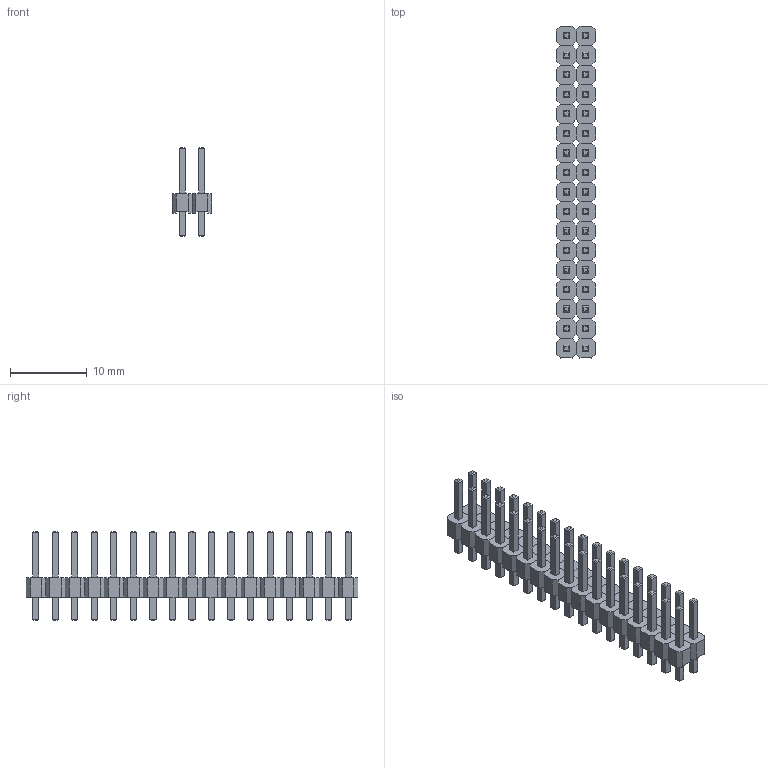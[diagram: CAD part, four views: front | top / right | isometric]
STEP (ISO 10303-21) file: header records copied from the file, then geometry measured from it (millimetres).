
FILE_DESCRIPTION(('FreeCAD Model'),'2;1');
FILE_NAME('2x17.stp', '2015-04-12T19:02:04',('FreeCAD'),('FreeCAD'), 'Open CASCADE STEP processor 6.7','FreeCAD','Unknown');
FILE_SCHEMA(('AUTOMOTIVE_DESIGN_CC2 { 1 2 10303 214 -1 1 5 4 }'));
Length unit declared in the file: millimetre
Products named in the file (2): Array; Array001
Bounding box: 5.08 x 43.18 x 11.54 mm (x, y, z)
Volume: 682.6 mm3; surface area: 2676.8 mm2
Topology: 68 solids, 68 shells, 1088 faces, 2448 edges, 1496 vertices
Faces by surface type: plane 1088
Entity records: 61230 total; most frequent: CARTESIAN_POINT 10269, DIRECTION 9182, LINE 7004, VECTOR 7004, ORIENTED_EDGE 4896, PCURVE 4896, DEFINITIONAL_REPRESENTATION 4896, EDGE_CURVE 2448
